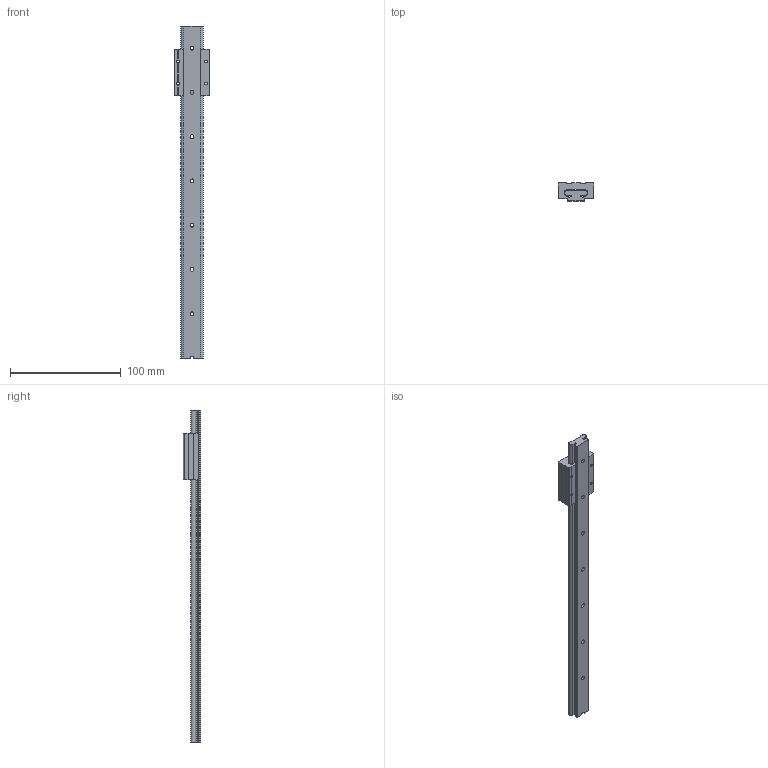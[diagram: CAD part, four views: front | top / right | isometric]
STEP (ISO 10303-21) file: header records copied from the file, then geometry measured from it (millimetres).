
FILE_DESCRIPTION (( 'STEP AP214' ), '1' );
FILE_NAME ('GST_08AEE8BAFD.step', '2021-09-20T12:48:40', ( '' ), ( '' ), 'SwSTEP 2.0', 'SolidWorks 2019', '' );
FILE_SCHEMA (( 'AUTOMOTIVE_DESIGN' ));
Length unit declared in the file: inch
Products named in the file (5): GIo646W5vT_CADModel_1; GST_08AEE8BAFD; GIo646W5vT_CADModel_0
Assembly tree (2 placements, depth 2):
  GIo646W5vT_CADModel_1
  GST_08AEE8BAFD
    GIo646W5vT_CADModel_1
    GIo646W5vT_CADModel_0
  GIo646W5vT_CADModel_0
Bounding box: 32 x 16 x 300 mm (x, y, z)
Volume: 53286.4 mm3; surface area: 28872.5 mm2
Topology: 4 solids, 4 shells, 169 faces, 468 edges, 312 vertices
Faces by surface type: plane 92, cylinder 77
Entity records: 7849 total; most frequent: CARTESIAN_POINT 991, DIRECTION 960, ORIENTED_EDGE 936, EDGE_CURVE 468, AXIS2_PLACEMENT_3D 329, VERTEX_POINT 312, VECTOR 302, LINE 302
